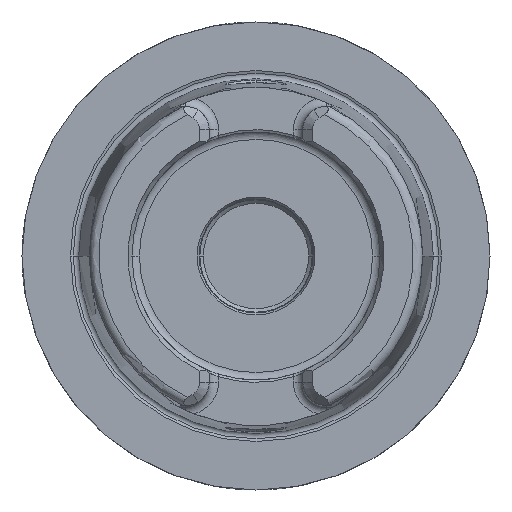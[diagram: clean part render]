
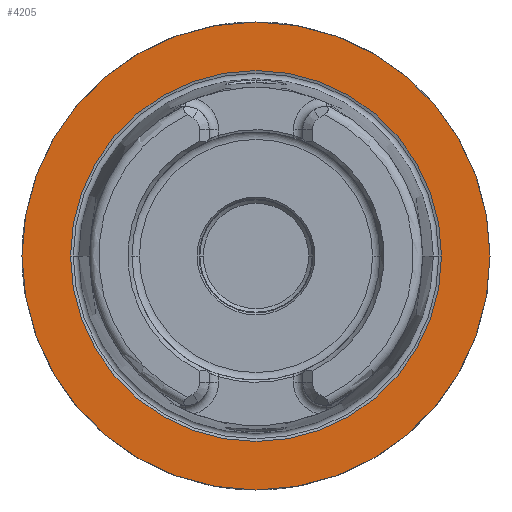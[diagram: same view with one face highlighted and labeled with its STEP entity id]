
A CAD part, left-side view. The second image highlights one B-rep face of the part: STEP entity #4205.
In plain terms, the highlighted planar face has unit normal (-1, 0, 0).
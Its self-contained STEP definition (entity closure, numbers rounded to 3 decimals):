
#905=CARTESIAN_POINT('',(0.,0.,0.));
#906=DIRECTION('',(1.,0.,0.));
#907=DIRECTION('',(0.,1.,0.));
#908=AXIS2_PLACEMENT_3D('',#905,#906,#907);
#910=CARTESIAN_POINT('',(0.,0.,0.));
#911=DIRECTION('',(-1.,0.,0.));
#912=DIRECTION('',(0.,1.,0.));
#913=AXIS2_PLACEMENT_3D('',#910,#911,#912);
#915=CARTESIAN_POINT('',(0.,0.,0.));
#916=DIRECTION('',(-1.,0.,0.));
#917=DIRECTION('',(0.,-1.,0.));
#918=AXIS2_PLACEMENT_3D('',#915,#916,#917);
#920=CARTESIAN_POINT('',(0.,0.,0.));
#921=DIRECTION('',(-1.,0.,0.));
#922=DIRECTION('',(0.,1.,0.));
#923=AXIS2_PLACEMENT_3D('',#920,#921,#922);
#2759=CARTESIAN_POINT('',(0.,50.,0.));
#2760=CARTESIAN_POINT('',(0.,-50.,0.));
#2761=VERTEX_POINT('',#2759);
#2762=VERTEX_POINT('',#2760);
#2787=CARTESIAN_POINT('',(0.,-39.632,0.));
#2788=VERTEX_POINT('',#2787);
#2789=CARTESIAN_POINT('',(0.,39.632,0.));
#2790=VERTEX_POINT('',#2789);
#4190=CARTESIAN_POINT('',(0.,0.,0.));
#4191=DIRECTION('',(1.,0.,0.));
#4192=DIRECTION('',(0.,-1.,0.));
#4193=AXIS2_PLACEMENT_3D('',#4190,#4191,#4192);
#4194=PLANE('',#4193);
#4196=ORIENTED_EDGE('',*,*,#4195,.T.);
#4198=ORIENTED_EDGE('',*,*,#4197,.F.);
#4199=EDGE_LOOP('',(#4196,#4198));
#4200=FACE_OUTER_BOUND('',#4199,.F.);
#4201=ORIENTED_EDGE('',*,*,#4185,.T.);
#4202=ORIENTED_EDGE('',*,*,#4169,.T.);
#4203=EDGE_LOOP('',(#4201,#4202));
#4204=FACE_BOUND('',#4203,.F.);
#4205=ADVANCED_FACE('',(#4200,#4204),#4194,.F.);
#909=CIRCLE('',#908,50.);
#914=CIRCLE('',#913,50.);
#919=CIRCLE('',#918,39.632);
#924=CIRCLE('',#923,39.632);
#4169=EDGE_CURVE('',#2790,#2788,#924,.T.);
#4185=EDGE_CURVE('',#2788,#2790,#919,.T.);
#4195=EDGE_CURVE('',#2761,#2762,#909,.T.);
#4197=EDGE_CURVE('',#2761,#2762,#914,.T.);
